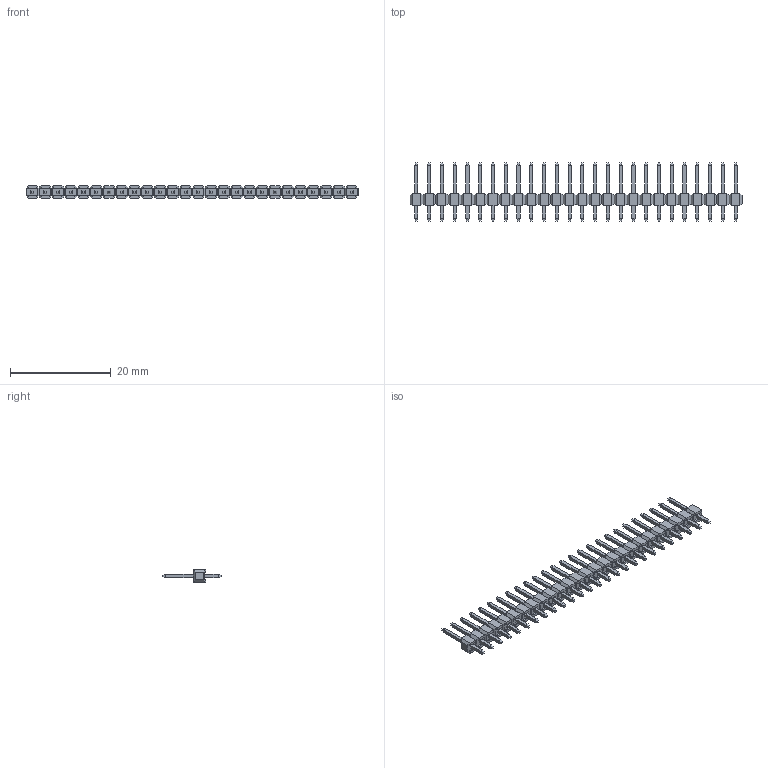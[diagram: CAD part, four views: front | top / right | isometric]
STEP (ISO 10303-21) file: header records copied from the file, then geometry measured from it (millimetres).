
FILE_DESCRIPTION (( 'STEP AP214' ), '1' );
FILE_NAME ('HEADER 1X26.STEP', '2013-11-27T09:56:30', ( '' ), ( '' ), 'SwSTEP 2.0', 'SolidWorks 2012', '' );
FILE_SCHEMA (( 'AUTOMOTIVE_DESIGN' ));
Length unit declared in the file: millimetre
Products named in the file (1): HEADER 1X26
Bounding box: 66.04 x 11.54 x 2.5 mm (x, y, z)
Volume: 444.7 mm3; surface area: 1321.6 mm2
Topology: 1 solids, 1 shells, 886 faces, 1980 edges, 1148 vertices
Faces by surface type: plane 886
Entity records: 33125 total; most frequent: CARTESIAN_POINT 4015, ORIENTED_EDGE 3960, DIRECTION 3754, LINE 1980, VECTOR 1980, EDGE_CURVE 1980, VERTEX_POINT 1148, EDGE_LOOP 938
